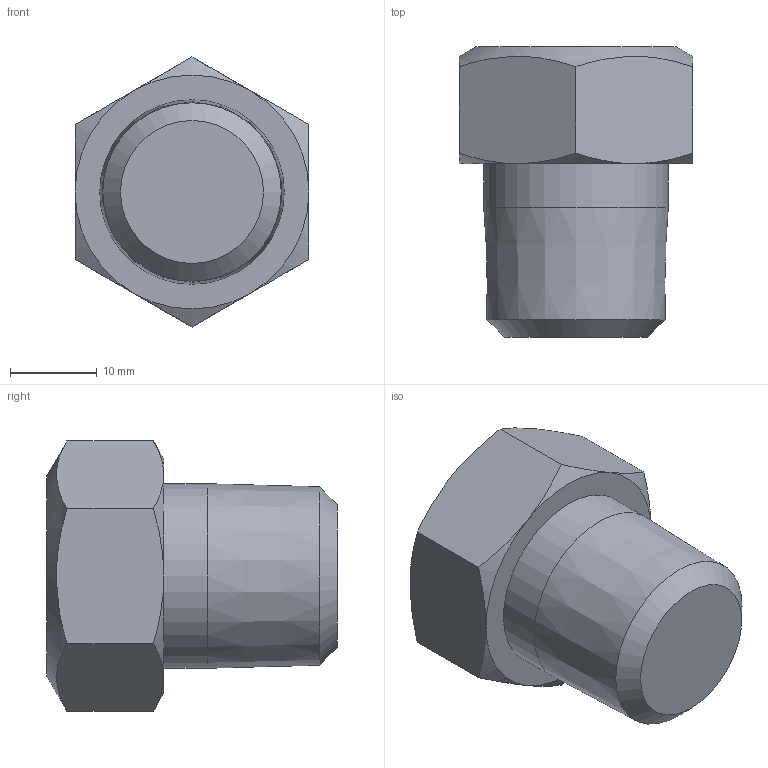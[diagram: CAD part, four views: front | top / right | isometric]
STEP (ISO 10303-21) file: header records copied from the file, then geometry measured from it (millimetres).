
FILE_DESCRIPTION(/* description */ (''),/* implementation_level */ '2;1');
FILE_NAME(/* name */ '31425W.stp',/* time_stamp */ '2018-02-06T13:54:25+01:00',/* author */ ('acgl'),/* organization */ (''),/* preprocessor_version */ 'ST-DEVELOPER v15.6',/* originating_system */ 'Autodesk Inventor 2015',/* authorisation */ '');
FILE_SCHEMA (('AUTOMOTIVE_DESIGN { 1 0 10303 214 3 1 1 }'));
Length unit declared in the file: centimetre
Products named in the file (1): 31425W
Bounding box: 27 x 33.5 x 31.18 mm (x, y, z)
Volume: 15052 mm3; surface area: 3644.8 mm2
Topology: 1 solids, 1 shells, 23 faces, 45 edges, 27 vertices
Faces by surface type: plane 11, cone 9, cylinder 3
Full cylindrical faces by diameter (mm): 5.5 x1, 10.1 x1, 21.3 x1
Entity records: 588 total; most frequent: CARTESIAN_POINT 126, DIRECTION 84, ORIENTED_EDGE 78, EDGE_CURVE 39, AXIS2_PLACEMENT_3D 39, EDGE_LOOP 32, VERTEX_POINT 27, STYLED_ITEM 24
